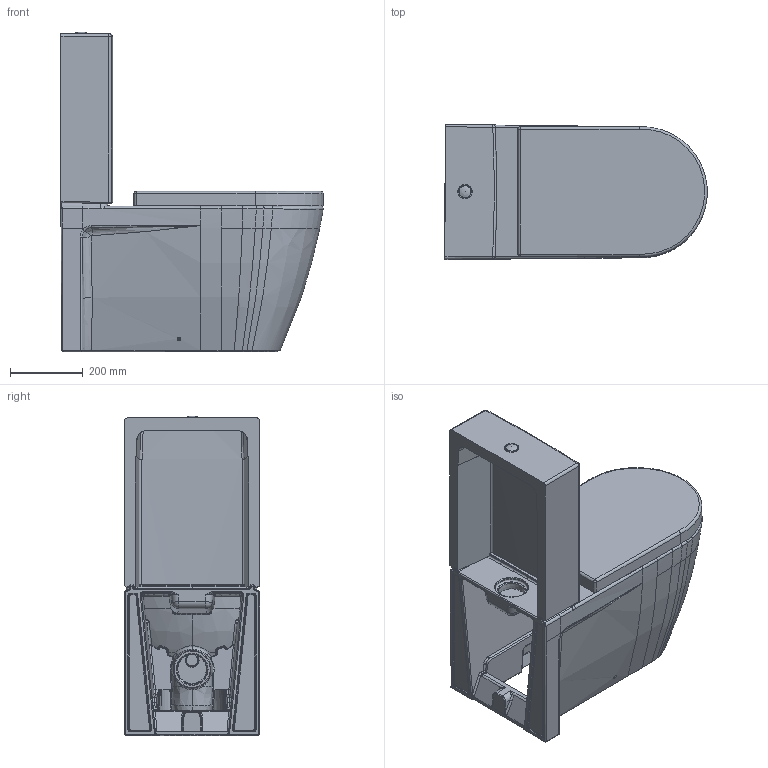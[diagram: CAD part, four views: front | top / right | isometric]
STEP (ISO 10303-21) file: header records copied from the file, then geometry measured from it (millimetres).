
FILE_DESCRIPTION((''),'2;1');
FILE_NAME('212909.stp','2011-05-29T12:43:07',('Administrator'),(''),'Autodesk Inventor 2011','Autodesk Inventor 2011','');
FILE_SCHEMA(('AUTOMOTIVE_DESIGN { 1 0 10303 214 1 1 1 1 }'));
Length unit declared in the file: millimetre
Products named in the file (5): 212909; Sitz 212909; 093300; Taster SPK
Assembly tree (4 placements, depth 2):
  212909
    212909
    Sitz 212909
    093300
    Taster SPK
Bounding box: 720.14 x 371.2 x 878.23 mm (x, y, z)
Volume: 49398638.1 mm3; surface area: 3101861.4 mm2
Topology: 4 solids, 4 shells, 1053 faces, 2594 edges, 1513 vertices
Faces by surface type: bspline 685, cylinder 159, plane 122, torus 39, sphere 30, cone 18
Full cylindrical faces by diameter (mm): 10 x2, 17 x2, 40 x1, 103.4 x1
Entity records: 120840 total; most frequent: CARTESIAN_POINT 100078, ORIENTED_EDGE 5062, DIRECTION 2985, EDGE_CURVE 2531, VERTEX_POINT 1507, AXIS2_PLACEMENT_3D 1228, B_SPLINE_CURVE_WITH_KNOTS 1143, EDGE_LOOP 1086
